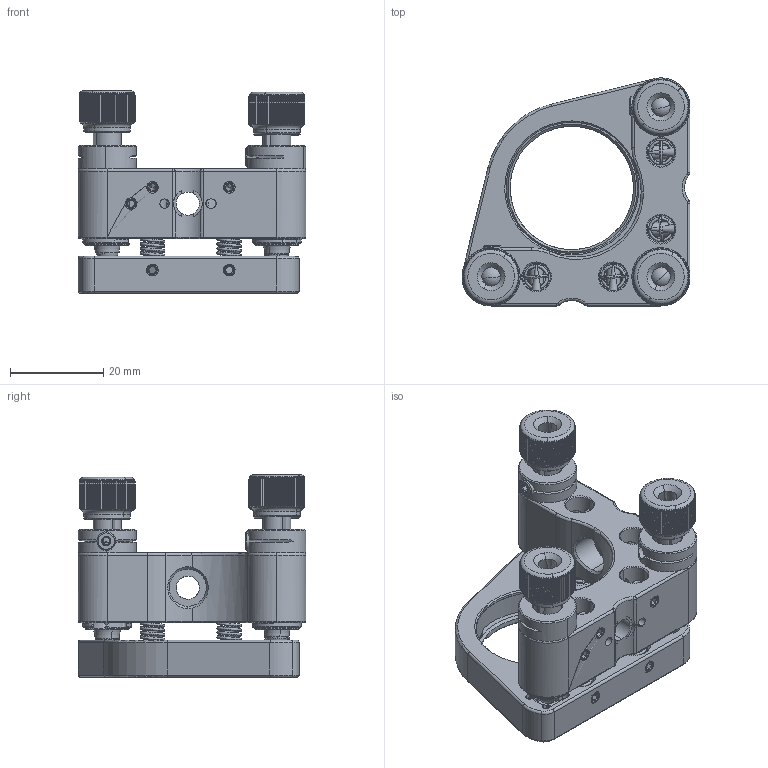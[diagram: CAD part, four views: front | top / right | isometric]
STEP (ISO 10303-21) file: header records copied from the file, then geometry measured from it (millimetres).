
FILE_DESCRIPTION (( 'STEP AP203' ), '1' );
FILE_NAME ('EMHS30-3B.STEP', '2025-06-17T02:59:06', ( '' ), ( '' ), 'SwSTEP 2.0', 'SolidWorks 2020', '' );
FILE_SCHEMA (( 'CONFIG_CONTROL_DESIGN' ));
Length unit declared in the file: millimetre
Products named in the file (1): EMHS30-3B
Bounding box: 49 x 49 x 43.6 mm (x, y, z)
Surface area: 19872.4 mm2 (no closed solid volume)
Topology: 0 solids, 31 shells, 1280 faces, 3796 edges, 2544 vertices
Faces by surface type: plane 608, cylinder 397, cone 128, torus 109, bspline 26, sphere 12
Entity records: 67292 total; most frequent: CARTESIAN_POINT 40355, ORIENTED_EDGE 7256, EDGE_CURVE 3752, B_SPLINE_CURVE_WITH_KNOTS 3518, DIRECTION 2744, VERTEX_POINT 2544, EDGE_LOOP 1390, ADVANCED_FACE 1280
